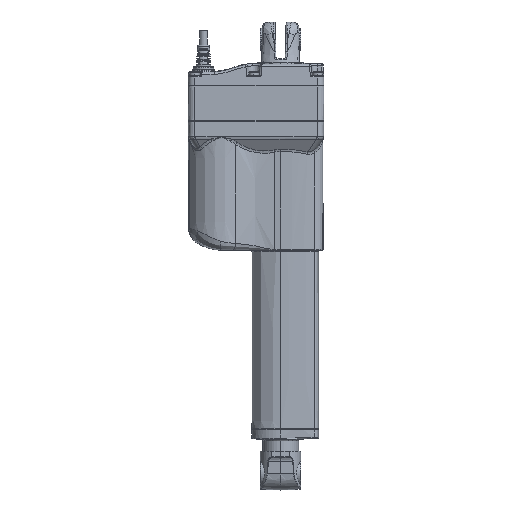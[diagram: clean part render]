
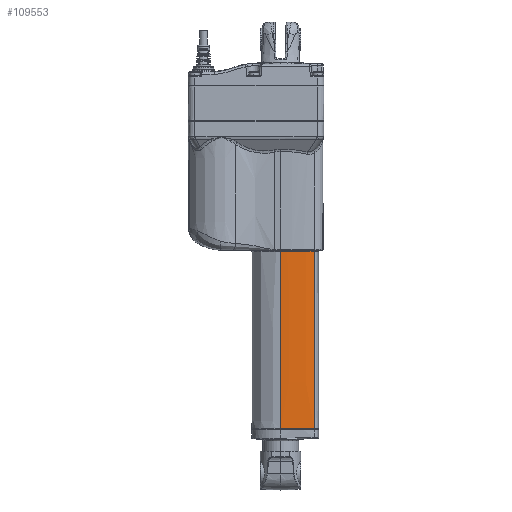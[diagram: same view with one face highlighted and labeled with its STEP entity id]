
A CAD part, front view. The second image highlights one B-rep face of the part: STEP entity #109553.
In plain terms, the highlighted face is a extrusion surface.
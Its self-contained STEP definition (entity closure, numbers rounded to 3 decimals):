
#100440=CARTESIAN_POINT('',(0.,-16.5,-1.25));
#100481=CARTESIAN_POINT('',(23.129,-14.567,-1.25));
#100482=CARTESIAN_POINT('',(21.219,-14.888,-1.25));
#100483=CARTESIAN_POINT('',(17.387,-15.451,-1.25));
#100484=CARTESIAN_POINT('',(11.608,-16.056,-1.25));
#100485=CARTESIAN_POINT('',(5.809,-16.419,-1.25));
#100486=CARTESIAN_POINT('',(1.936,-16.5,-1.25));
#100487=CARTESIAN_POINT('',(0.,-16.5,-1.25));
#100501=CARTESIAN_POINT('',(23.129,-14.567,-1.25));
#100533=CARTESIAN_POINT('',(0.,-16.5,-1.25));
#100534=CARTESIAN_POINT('',(0.029,-16.5,31.125));
#100535=CARTESIAN_POINT('',(0.057,-16.5,95.875));
#100536=CARTESIAN_POINT('',(0.029,-16.5,160.625));
#100537=CARTESIAN_POINT('',(0.,-16.5,193.));
#100557=DIRECTION('',(0.,0.,1.));
#100558=VECTOR('',#100557,194.25);
#100559=CARTESIAN_POINT('',(23.129,-14.567,-1.25));
#100560=LINE('',#100559,#100558);
#100561=CARTESIAN_POINT('',(0.,-16.5,193.));
#100644=CARTESIAN_POINT('',(23.129,-14.567,193.));
#100646=CARTESIAN_POINT('',(23.129,-14.567,193.));
#100647=CARTESIAN_POINT('',(21.219,-14.888,193.));
#100648=CARTESIAN_POINT('',(17.387,-15.451,193.));
#100649=CARTESIAN_POINT('',(11.608,-16.056,193.));
#100650=CARTESIAN_POINT('',(5.809,-16.419,193.));
#100651=CARTESIAN_POINT('',(1.936,-16.5,193.));
#100652=CARTESIAN_POINT('',(0.,-16.5,193.));
#107840=VERTEX_POINT('',#100440);
#107845=VERTEX_POINT('',#100501);
#107846=VERTEX_POINT('',#100561);
#107851=VERTEX_POINT('',#100644);
#109533=CARTESIAN_POINT('',(-0.232,-16.5,-1.25));
#109534=CARTESIAN_POINT('',(-0.155,-16.5,-1.25));
#109535=CARTESIAN_POINT('',(1.859,-16.501,-1.25));
#109536=CARTESIAN_POINT('',(5.809,-16.419,-1.25));
#109537=CARTESIAN_POINT('',(11.608,-16.056,-1.25));
#109538=CARTESIAN_POINT('',(17.387,-15.451,-1.25));
#109539=CARTESIAN_POINT('',(21.296,-14.877,-1.25));
#109540=CARTESIAN_POINT('',(23.281,-14.541,-1.25));
#109541=CARTESIAN_POINT('',(23.358,-14.528,-1.25));
#109543=DIRECTION('',(0.,0.,-1.));
#109544=VECTOR('',#109543,1.);
#109545=SURFACE_OF_LINEAR_EXTRUSION('',#109542,#109544);
#109546=ORIENTED_EDGE('',*,*,#109134,.T.);
#109547=ORIENTED_EDGE('',*,*,#109428,.T.);
#109549=ORIENTED_EDGE('',*,*,#109548,.F.);
#109550=ORIENTED_EDGE('',*,*,#109525,.F.);
#109551=EDGE_LOOP('',(#109546,#109547,#109549,#109550));
#109552=FACE_OUTER_BOUND('',#109551,.F.);
#100488=B_SPLINE_CURVE_WITH_KNOTS('',3,(#100481,#100482,#100483,#100484,#100485,
#100486,#100487),.UNSPECIFIED.,.F.,.F.,(4,1,1,1,4),(0.,0.25,0.5,0.75,
1.),.UNSPECIFIED.);
#100538=B_SPLINE_CURVE_WITH_KNOTS('',3,(#100533,#100534,#100535,#100536,
#100537),.UNSPECIFIED.,.F.,.F.,(4,1,4),(0.,0.5,1.),.UNSPECIFIED.);
#100653=B_SPLINE_CURVE_WITH_KNOTS('',3,(#100646,#100647,#100648,#100649,#100650,
#100651,#100652),.UNSPECIFIED.,.F.,.F.,(4,1,1,1,4),(0.,0.25,0.5,0.75,
1.),.UNSPECIFIED.);
#109134=EDGE_CURVE('',#107845,#107840,#100488,.T.);
#109428=EDGE_CURVE('',#107840,#107846,#100538,.T.);
#109525=EDGE_CURVE('',#107845,#107851,#100560,.T.);
#109542=B_SPLINE_CURVE_WITH_KNOTS('',3,(#109533,#109534,#109535,#109536,#109537,
#109538,#109539,#109540,#109541),.UNSPECIFIED.,.F.,.F.,(4,1,1,1,1,1,4),(0.,
0.01,0.255,0.5,0.745,
0.99,1.),.UNSPECIFIED.);
#109548=EDGE_CURVE('',#107851,#107846,#100653,.T.);
#109553=ADVANCED_FACE('',(#109552),#109545,.F.);
